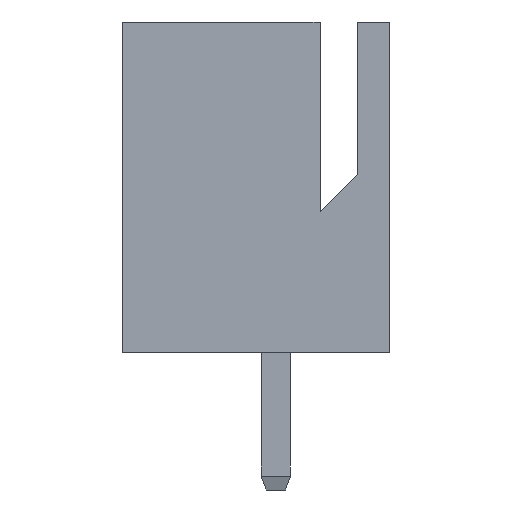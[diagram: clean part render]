
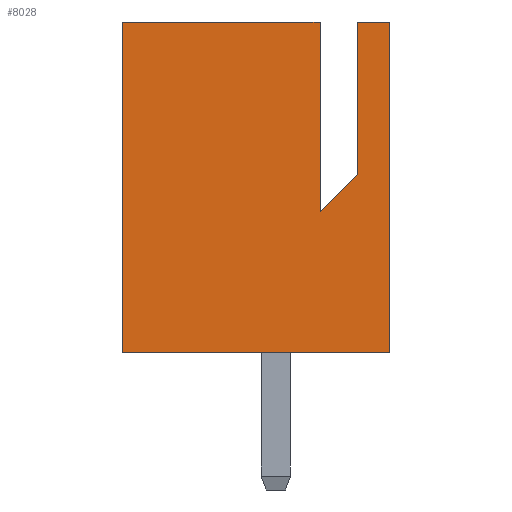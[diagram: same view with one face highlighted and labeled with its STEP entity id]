
A CAD part, left-side view. The second image highlights one B-rep face of the part: STEP entity #8028.
In plain terms, the highlighted planar face has unit normal (-1, 0, 0).
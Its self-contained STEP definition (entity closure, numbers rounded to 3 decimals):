
#533=ORIENTED_EDGE('',*,*,#2153,.T.);
#534=ORIENTED_EDGE('',*,*,#2154,.T.);
#535=ORIENTED_EDGE('',*,*,#2155,.T.);
#536=ORIENTED_EDGE('',*,*,#2060,.T.);
#537=ORIENTED_EDGE('',*,*,#2152,.F.);
#538=ORIENTED_EDGE('',*,*,#2067,.F.);
#539=ORIENTED_EDGE('',*,*,#2011,.T.);
#540=ORIENTED_EDGE('',*,*,#2156,.T.);
#2011=EDGE_CURVE('',#2842,#2841,#3373,.T.);
#2060=EDGE_CURVE('',#2865,#2886,#3422,.T.);
#2067=EDGE_CURVE('',#2842,#2892,#3429,.T.);
#2152=EDGE_CURVE('',#2892,#2886,#3514,.T.);
#2153=EDGE_CURVE('',#2955,#2956,#3515,.T.);
#2154=EDGE_CURVE('',#2956,#2957,#3516,.T.);
#2155=EDGE_CURVE('',#2957,#2865,#3517,.T.);
#2156=EDGE_CURVE('',#2841,#2955,#3518,.T.);
#2841=VERTEX_POINT('',#9896);
#2842=VERTEX_POINT('',#9898);
#2865=VERTEX_POINT('',#9952);
#2886=VERTEX_POINT('',#9995);
#2892=VERTEX_POINT('',#10010);
#2955=VERTEX_POINT('',#10175);
#2956=VERTEX_POINT('',#10176);
#2957=VERTEX_POINT('',#10178);
#3373=LINE('',#9897,#3939);
#3422=LINE('',#9996,#3988);
#3429=LINE('',#10009,#3995);
#3514=LINE('',#10172,#4080);
#3515=LINE('',#10174,#4081);
#3516=LINE('',#10177,#4082);
#3517=LINE('',#10179,#4083);
#3518=LINE('',#10180,#4084);
#3939=VECTOR('',#8703,1000.);
#3988=VECTOR('',#8762,1000.);
#3995=VECTOR('',#8771,1000.);
#4080=VECTOR('',#8886,1000.);
#4081=VECTOR('',#8889,1000.);
#4082=VECTOR('',#8890,1000.);
#4083=VECTOR('',#8891,1000.);
#4084=VECTOR('',#8892,1000.);
#4522=EDGE_LOOP('',(#533,#534,#535,#536,#537,#538,#539,#540));
#4894=FACE_BOUND('',#4522,.T.);
#5266=PLANE('',#8403);
#8028=ADVANCED_FACE('',(#4894),#5266,.T.);
#8403=AXIS2_PLACEMENT_3D('',#10173,#8887,#8888);
#8703=DIRECTION('',(0.,1.,0.));
#8762=DIRECTION('',(0.,0.,-1.));
#8771=DIRECTION('',(0.,0.,-1.));
#8886=DIRECTION('',(0.,1.,0.));
#8887=DIRECTION('',(-1.,0.,0.));
#8888=DIRECTION('',(0.,0.,1.));
#8889=DIRECTION('',(0.,0.707,-0.707));
#8890=DIRECTION('',(0.,0.,1.));
#8891=DIRECTION('',(0.,1.,0.));
#8892=DIRECTION('',(0.,0.,-1.));
#9896=CARTESIAN_POINT('',(-8.587,-1.778,7.214));
#9897=CARTESIAN_POINT('',(-8.587,-2.489,7.214));
#9898=CARTESIAN_POINT('',(-8.587,-2.489,7.214));
#9952=CARTESIAN_POINT('',(-8.587,3.353,7.214));
#9995=CARTESIAN_POINT('',(-8.587,3.353,0.));
#9996=CARTESIAN_POINT('',(-8.587,3.353,0.711));
#10009=CARTESIAN_POINT('',(-8.587,-2.489,0.711));
#10010=CARTESIAN_POINT('',(-8.587,-2.489,0.));
#10172=CARTESIAN_POINT('',(-8.587,-2.489,0.));
#10173=CARTESIAN_POINT('',(-8.587,-2.489,0.711));
#10174=CARTESIAN_POINT('',(-8.587,-1.778,3.886));
#10175=CARTESIAN_POINT('',(-8.587,-1.778,3.886));
#10176=CARTESIAN_POINT('',(-8.587,-0.965,3.073));
#10177=CARTESIAN_POINT('',(-8.587,-0.965,3.073));
#10178=CARTESIAN_POINT('',(-8.587,-0.965,7.214));
#10179=CARTESIAN_POINT('',(-8.587,-2.489,7.214));
#10180=CARTESIAN_POINT('',(-8.587,-1.778,7.214));
